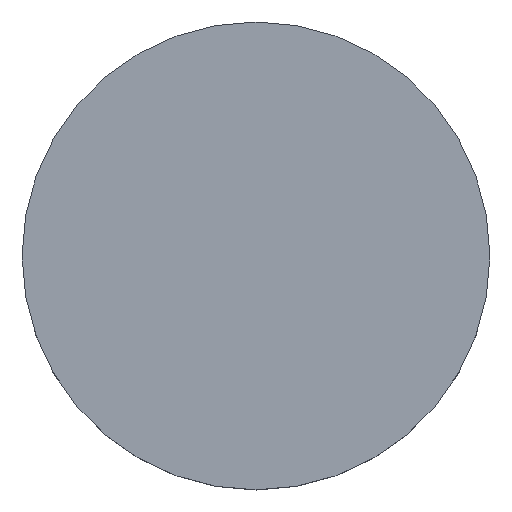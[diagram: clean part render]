
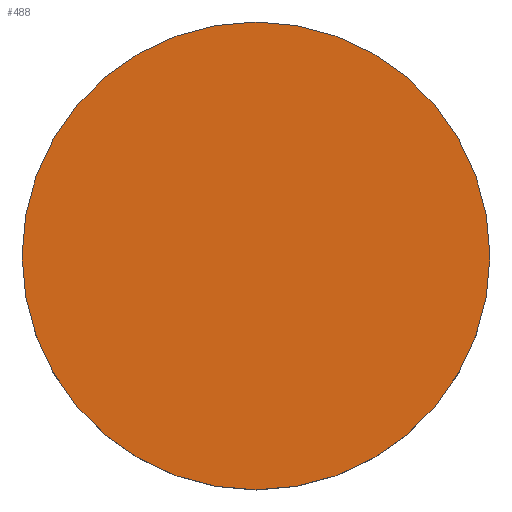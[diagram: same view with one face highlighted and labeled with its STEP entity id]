
A CAD part, top view. The second image highlights one B-rep face of the part: STEP entity #488.
In plain terms, the highlighted planar face has unit normal (0, 0, 1).
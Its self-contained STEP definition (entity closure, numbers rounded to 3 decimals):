
#295=CARTESIAN_POINT('',(0.,0.,4.1));
#296=DIRECTION('',(0.,0.,1.));
#297=DIRECTION('',(0.,1.,0.));
#298=AXIS2_PLACEMENT_3D('',#295,#296,#297);
#300=CARTESIAN_POINT('',(0.,0.,4.1));
#301=DIRECTION('',(0.,0.,-1.));
#302=DIRECTION('',(0.,1.,0.));
#303=AXIS2_PLACEMENT_3D('',#300,#301,#302);
#325=CARTESIAN_POINT('',(0.,11.85,4.1));
#327=VERTEX_POINT('',#325);
#333=CARTESIAN_POINT('',(0.,-11.85,4.1));
#335=VERTEX_POINT('',#333);
#479=CARTESIAN_POINT('',(0.,0.,4.1));
#480=DIRECTION('',(0.,0.,-1.));
#481=DIRECTION('',(0.,-1.,0.));
#482=AXIS2_PLACEMENT_3D('',#479,#480,#481);
#483=PLANE('',#482);
#484=ORIENTED_EDGE('',*,*,#458,.F.);
#485=ORIENTED_EDGE('',*,*,#474,.T.);
#486=EDGE_LOOP('',(#484,#485));
#487=FACE_OUTER_BOUND('',#486,.F.);
#488=ADVANCED_FACE('',(#487),#483,.F.);
#299=CIRCLE('',#298,11.85);
#304=CIRCLE('',#303,11.85);
#458=EDGE_CURVE('',#327,#335,#299,.T.);
#474=EDGE_CURVE('',#327,#335,#304,.T.);
